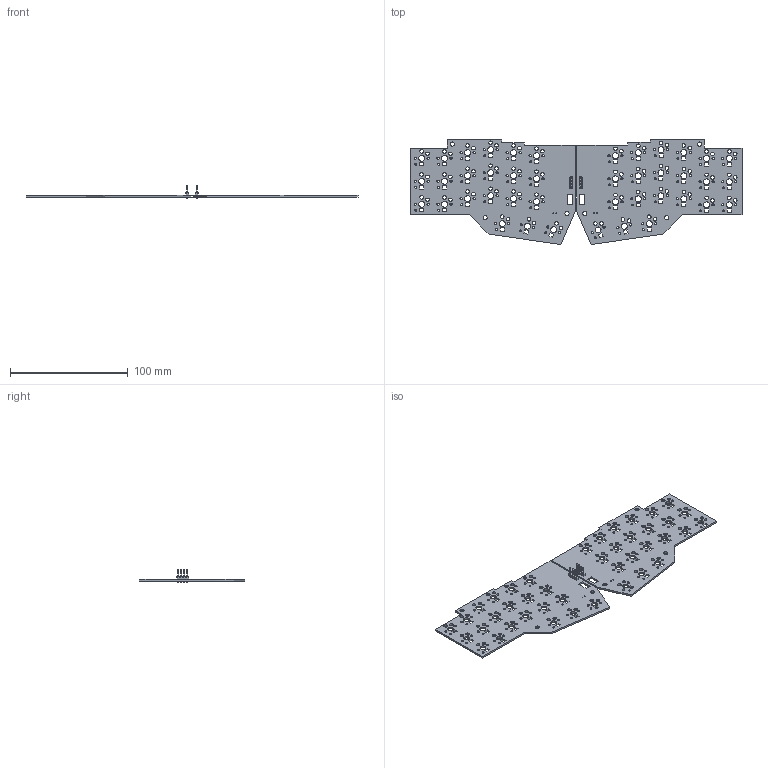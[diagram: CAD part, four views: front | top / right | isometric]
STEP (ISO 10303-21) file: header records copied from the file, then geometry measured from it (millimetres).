
FILE_DESCRIPTION(('KiCad electronic assembly'),'2;1');
FILE_NAME('xiao_corne.step','2025-05-10T20:28:05',('Pcbnew'),('Kicad'), 'Open CASCADE STEP processor 7.8','KiCad to STEP converter','Unknown' );
FILE_SCHEMA(('AUTOMOTIVE_DESIGN { 1 0 10303 214 1 1 1 1 }'));
Length unit declared in the file: millimetre
Products named in the file (4): xiao_corne 1; PinHeader_1x04_P2.54mm_Vertical; xiao_corne_PCB_1; xiao_corne_PCB_2
Assembly tree (4 placements, depth 2):
  xiao_corne 1
    PinHeader_1x04_P2.54mm_Vertical  x2
    xiao_corne_PCB_1
    xiao_corne_PCB_2
Bounding box: 281.69 x 89.09 x 11.54 mm (x, y, z)
Volume: 26769.5 mm3; surface area: 41308.9 mm2
Topology: 4 solids, 4 shells, 676 faces, 1892 edges, 1240 vertices
Faces by surface type: plane 406, cylinder 270
Full cylindrical faces by diameter (mm): 0.762 x4, 1 x8, 1.6 x42, 1.9 x84, 3.05 x84, 3.556 x6, 5.05 x42
Entity records: 20986 total; most frequent: DIRECTION 3356, CARTESIAN_POINT 3327, ORIENTED_EDGE 3308, EDGE_CURVE 1654, FACE_BOUND 1212, EDGE_LOOP 1212, AXIS2_PLACEMENT_3D 1121, LINE 1114
